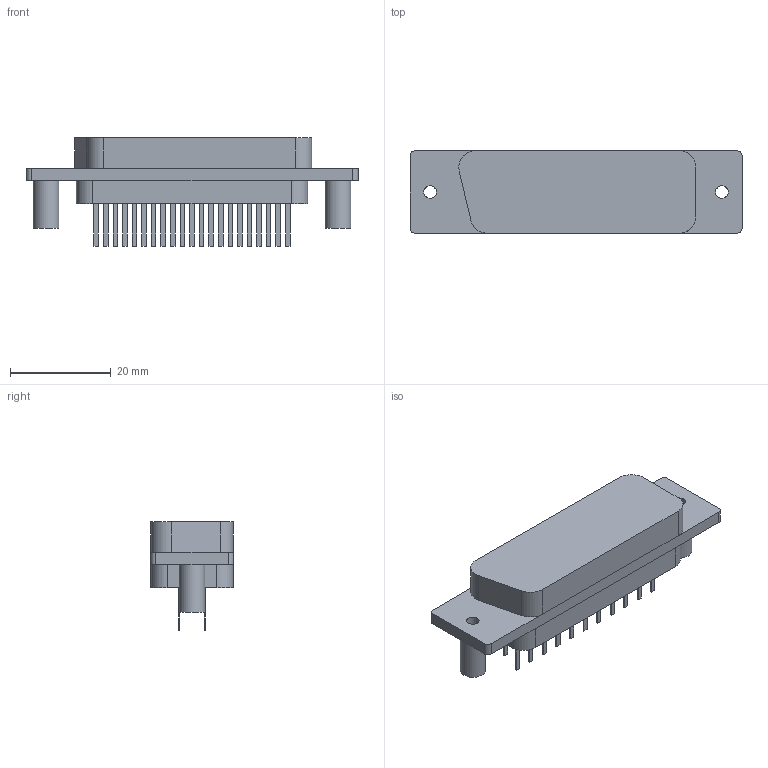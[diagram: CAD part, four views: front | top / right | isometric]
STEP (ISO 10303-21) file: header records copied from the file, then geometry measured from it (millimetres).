
FILE_DESCRIPTION(('FreeCAD Model'),'2;1');
FILE_NAME('Open CASCADE Shape Model','2025-02-23T17:16:26',(''),(''), 'Open CASCADE STEP processor 7.8','FreeCAD','Unknown');
FILE_SCHEMA(('AUTOMOTIVE_DESIGN { 1 0 10303 214 1 1 1 1 }'));
Length unit declared in the file: millimetre
Products named in the file (1): Body
Bounding box: 66 x 16.4 x 21.5 mm (x, y, z)
Volume: 10910.5 mm3; surface area: 4713.5 mm2
Topology: 1 solids, 1 shells, 143 faces, 344 edges, 226 vertices
Faces by surface type: plane 125, cylinder 18
Full cylindrical faces by diameter (mm): 2.5 x4, 5.1 x2
Entity records: 4122 total; most frequent: CARTESIAN_POINT 714, ORIENTED_EDGE 688, DIRECTION 666, EDGE_CURVE 344, LINE 310, VECTOR 310, VERTEX_POINT 226, AXIS2_PLACEMENT_3D 178
